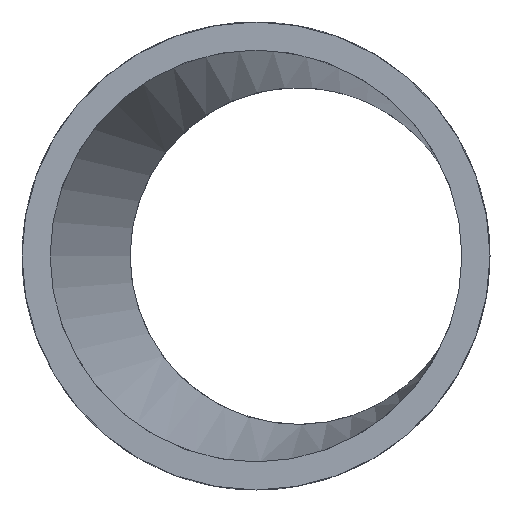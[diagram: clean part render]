
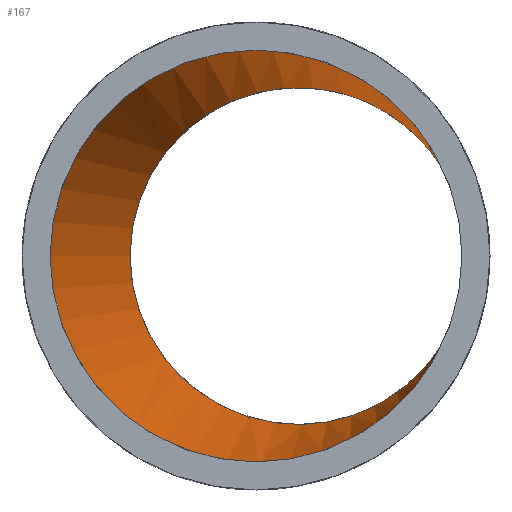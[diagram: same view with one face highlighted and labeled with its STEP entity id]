
A CAD part, left-side view. The second image highlights one B-rep face of the part: STEP entity #167.
In plain terms, the highlighted free-form (B-spline) face has degree [1, 2] with [2, 9] control points.
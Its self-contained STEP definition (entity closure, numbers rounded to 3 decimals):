
#31=CIRCLE('',#195,48.4);
#32=CIRCLE('',#196,48.4);
#33=CIRCLE('',#197,39.6);
#34=CIRCLE('',#198,39.6);
#35=CIRCLE('',#199,39.6);
#36=CIRCLE('',#200,39.6);
#37=CIRCLE('',#201,48.4);
#38=CIRCLE('',#202,48.4);
#43=(
BOUNDED_SURFACE()
B_SPLINE_SURFACE(1,2,((#832,#833,#834,#835,#836,#837,#838,#839,#840),(#841,
#842,#843,#844,#845,#846,#847,#848,#849)),.UNSPECIFIED.,.F.,.T.,.F.)
B_SPLINE_SURFACE_WITH_KNOTS((2,2),(3,2,2,2,3),(-0.149,1.517),
(-3.142,-1.571,0.,1.571,3.142),
 .UNSPECIFIED.)
GEOMETRIC_REPRESENTATION_ITEM()
RATIONAL_B_SPLINE_SURFACE(((1.,0.707,1.,0.707,1.,
0.707,1.,0.707,1.),(1.,0.707,1.,0.707,
1.,0.707,1.,0.707,1.)))
REPRESENTATION_ITEM('')
SURFACE()
);
#47=FACE_OUTER_BOUND('',#57,.T.);
#57=EDGE_LOOP('',(#121,#122,#123,#124,#125,#126,#127,#128,#129,#130));
#73=B_SPLINE_CURVE_WITH_KNOTS('',1,(#856,#857),.UNSPECIFIED.,.F.,.F.,(2,
2),(0.003,1.393),.UNSPECIFIED.);
#79=VERTEX_POINT('',#850);
#80=VERTEX_POINT('',#851);
#81=VERTEX_POINT('',#853);
#82=VERTEX_POINT('',#855);
#83=VERTEX_POINT('',#858);
#84=VERTEX_POINT('',#860);
#85=VERTEX_POINT('',#862);
#86=VERTEX_POINT('',#865);
#97=EDGE_CURVE('',#79,#80,#31,.T.);
#98=EDGE_CURVE('',#80,#81,#32,.T.);
#99=EDGE_CURVE('',#81,#82,#73,.T.);
#100=EDGE_CURVE('',#82,#83,#33,.T.);
#101=EDGE_CURVE('',#83,#84,#34,.T.);
#102=EDGE_CURVE('',#84,#85,#35,.T.);
#103=EDGE_CURVE('',#85,#82,#36,.T.);
#104=EDGE_CURVE('',#81,#86,#37,.T.);
#105=EDGE_CURVE('',#86,#79,#38,.T.);
#121=ORIENTED_EDGE('',*,*,#97,.T.);
#122=ORIENTED_EDGE('',*,*,#98,.T.);
#123=ORIENTED_EDGE('',*,*,#99,.T.);
#124=ORIENTED_EDGE('',*,*,#100,.T.);
#125=ORIENTED_EDGE('',*,*,#101,.T.);
#126=ORIENTED_EDGE('',*,*,#102,.T.);
#127=ORIENTED_EDGE('',*,*,#103,.T.);
#128=ORIENTED_EDGE('',*,*,#99,.F.);
#129=ORIENTED_EDGE('',*,*,#104,.T.);
#130=ORIENTED_EDGE('',*,*,#105,.T.);
#167=ADVANCED_FACE('',(#47),#43,.T.);
#195=AXIS2_PLACEMENT_3D('',#852,#215,#216);
#196=AXIS2_PLACEMENT_3D('',#854,#217,#218);
#197=AXIS2_PLACEMENT_3D('',#859,#219,#220);
#198=AXIS2_PLACEMENT_3D('',#861,#221,#222);
#199=AXIS2_PLACEMENT_3D('',#863,#223,#224);
#200=AXIS2_PLACEMENT_3D('',#864,#225,#226);
#201=AXIS2_PLACEMENT_3D('',#866,#227,#228);
#202=AXIS2_PLACEMENT_3D('',#867,#229,#230);
#215=DIRECTION('center_axis',(-1.,0.,0.));
#216=DIRECTION('ref_axis',(0.,-1.,0.));
#217=DIRECTION('center_axis',(-1.,0.,0.));
#218=DIRECTION('ref_axis',(0.,-1.,0.));
#219=DIRECTION('center_axis',(1.,0.,0.));
#220=DIRECTION('ref_axis',(0.,-1.,0.));
#221=DIRECTION('center_axis',(1.,0.,0.));
#222=DIRECTION('ref_axis',(0.,-1.,0.));
#223=DIRECTION('center_axis',(1.,0.,0.));
#224=DIRECTION('ref_axis',(0.,-1.,0.));
#225=DIRECTION('center_axis',(1.,0.,0.));
#226=DIRECTION('ref_axis',(0.,-1.,0.));
#227=DIRECTION('center_axis',(-1.,0.,0.));
#228=DIRECTION('ref_axis',(0.,-1.,0.));
#229=DIRECTION('center_axis',(-1.,0.,0.));
#230=DIRECTION('ref_axis',(0.,-1.,0.));
#832=CARTESIAN_POINT('Ctrl Pts',(88.811,10.131,-49.349));
#833=CARTESIAN_POINT('Ctrl Pts',(96.,58.4,-49.349));
#834=CARTESIAN_POINT('Ctrl Pts',(96.,58.4,0.));
#835=CARTESIAN_POINT('Ctrl Pts',(96.,58.4,49.349));
#836=CARTESIAN_POINT('Ctrl Pts',(88.811,10.131,49.349));
#837=CARTESIAN_POINT('Ctrl Pts',(81.623,-38.139,49.349));
#838=CARTESIAN_POINT('Ctrl Pts',(81.623,-38.139,0.));
#839=CARTESIAN_POINT('Ctrl Pts',(81.623,-38.139,-49.349));
#840=CARTESIAN_POINT('Ctrl Pts',(88.811,10.131,-49.349));
#841=CARTESIAN_POINT('Ctrl Pts',(167.862,-1.642,-38.811));
#842=CARTESIAN_POINT('Ctrl Pts',(173.515,36.32,-38.811));
#843=CARTESIAN_POINT('Ctrl Pts',(173.515,36.32,0.));
#844=CARTESIAN_POINT('Ctrl Pts',(173.515,36.32,38.811));
#845=CARTESIAN_POINT('Ctrl Pts',(167.862,-1.642,38.811));
#846=CARTESIAN_POINT('Ctrl Pts',(162.208,-39.604,38.811));
#847=CARTESIAN_POINT('Ctrl Pts',(162.208,-39.604,0.));
#848=CARTESIAN_POINT('Ctrl Pts',(162.208,-39.604,-38.811));
#849=CARTESIAN_POINT('Ctrl Pts',(167.862,-1.642,-38.811));
#850=CARTESIAN_POINT('',(96.,-32.592,22.989));
#851=CARTESIAN_POINT('',(96.,58.4,0.));
#852=CARTESIAN_POINT('Origin',(96.,10.,0.));
#853=CARTESIAN_POINT('',(96.,9.06,-48.391));
#854=CARTESIAN_POINT('Origin',(96.,10.,0.));
#855=CARTESIAN_POINT('',(162.,-0.769,-39.593));
#856=CARTESIAN_POINT('Ctrl Pts',(96.,9.06,-48.391));
#857=CARTESIAN_POINT('Ctrl Pts',(162.,-0.769,-39.593));
#858=CARTESIAN_POINT('',(162.,39.6,0.));
#859=CARTESIAN_POINT('Origin',(162.,0.,0.));
#860=CARTESIAN_POINT('',(162.,-34.848,18.809));
#861=CARTESIAN_POINT('Origin',(162.,0.,0.));
#862=CARTESIAN_POINT('',(162.,-34.848,-18.809));
#863=CARTESIAN_POINT('Origin',(162.,0.,0.));
#864=CARTESIAN_POINT('Origin',(162.,0.,0.));
#865=CARTESIAN_POINT('',(96.,-32.592,-22.989));
#866=CARTESIAN_POINT('Origin',(96.,10.,0.));
#867=CARTESIAN_POINT('Origin',(96.,10.,0.));
